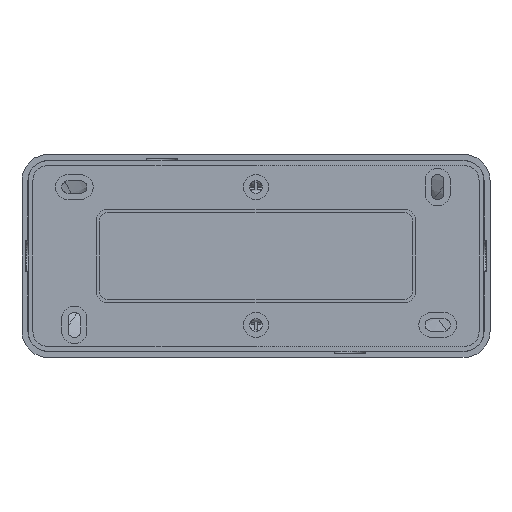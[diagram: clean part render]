
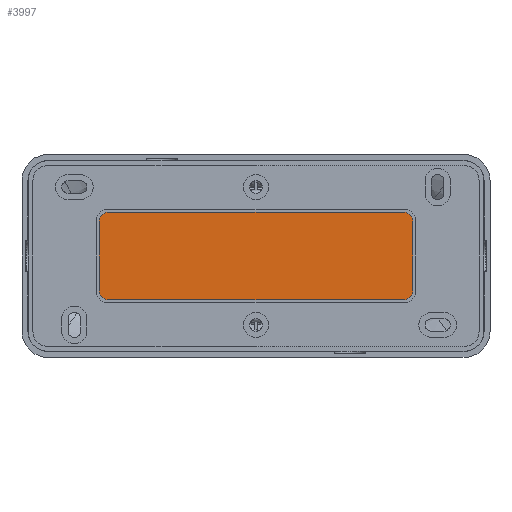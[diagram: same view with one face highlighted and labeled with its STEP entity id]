
A CAD part, front view. The second image highlights one B-rep face of the part: STEP entity #3997.
In plain terms, the highlighted planar face has unit normal (0, -1, 0).
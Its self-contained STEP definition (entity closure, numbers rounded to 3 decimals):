
#281 = PLANE ( 'NONE',  #51160 ) ;
#1174 = VERTEX_POINT ( 'NONE', #19441 ) ;
#1263 = ORIENTED_EDGE ( 'NONE', *, *, #11594, .T. ) ;
#1526 = DIRECTION ( 'NONE',  ( 0., -1., 0. ) ) ;
#2530 = CARTESIAN_POINT ( 'NONE',  ( 47., 0.4, -11. ) ) ;
#2997 = CARTESIAN_POINT ( 'NONE',  ( -47., 0.4, -14. ) ) ;
#3982 = LINE ( 'NONE', #13309, #67034 ) ;
#3997 = ADVANCED_FACE ( 'NONE', ( #62266 ), #281, .T. ) ;
#4215 = VERTEX_POINT ( 'NONE', #63556 ) ;
#4906 = ORIENTED_EDGE ( 'NONE', *, *, #50081, .T. ) ;
#5392 = EDGE_CURVE ( 'NONE', #9687, #1174, #35992, .T. ) ;
#6292 = CARTESIAN_POINT ( 'NONE',  ( -47., 0.4, -11. ) ) ;
#7557 = CIRCLE ( 'NONE', #60340, 3. ) ;
#8821 = LINE ( 'NONE', #51192, #59327 ) ;
#9687 = VERTEX_POINT ( 'NONE', #51672 ) ;
#10277 = CARTESIAN_POINT ( 'NONE',  ( 0., 0.4, 0. ) ) ;
#11162 = LINE ( 'NONE', #42518, #13231 ) ;
#11594 = EDGE_CURVE ( 'NONE', #23563, #53850, #8821, .T. ) ;
#11723 = EDGE_CURVE ( 'NONE', #34557, #9687, #3982, .T. ) ;
#12312 = CARTESIAN_POINT ( 'NONE',  ( 47., 0.4, 14. ) ) ;
#13231 = VECTOR ( 'NONE', #47353, 1000. ) ;
#13309 = CARTESIAN_POINT ( 'NONE',  ( 47., 0.4, 14. ) ) ;
#16178 = VERTEX_POINT ( 'NONE', #18409 ) ;
#18409 = CARTESIAN_POINT ( 'NONE',  ( -50., 0.4, -11. ) ) ;
#19441 = CARTESIAN_POINT ( 'NONE',  ( -50., 0.4, 11. ) ) ;
#21292 = DIRECTION ( 'NONE',  ( 0., -1., 0. ) ) ;
#23563 = VERTEX_POINT ( 'NONE', #49182 ) ;
#23942 = EDGE_CURVE ( 'NONE', #16178, #52576, #7557, .T. ) ;
#24249 = AXIS2_PLACEMENT_3D ( 'NONE', #37597, #44703, #47939 ) ;
#26260 = ORIENTED_EDGE ( 'NONE', *, *, #5392, .T. ) ;
#26470 = CIRCLE ( 'NONE', #61662, 3. ) ;
#27052 = ORIENTED_EDGE ( 'NONE', *, *, #23942, .T. ) ;
#27302 = DIRECTION ( 'NONE',  ( 0., -1., 0. ) ) ;
#31272 = DIRECTION ( 'NONE',  ( 0., 0., -1. ) ) ;
#33211 = DIRECTION ( 'NONE',  ( 0., 0., -1. ) ) ;
#34557 = VERTEX_POINT ( 'NONE', #12312 ) ;
#35992 = CIRCLE ( 'NONE', #62361, 3. ) ;
#36446 = EDGE_CURVE ( 'NONE', #4215, #23563, #26470, .T. ) ;
#37597 = CARTESIAN_POINT ( 'NONE',  ( 47., 0.4, 11. ) ) ;
#38727 = EDGE_CURVE ( 'NONE', #53850, #34557, #60663, .T. ) ;
#39199 = ORIENTED_EDGE ( 'NONE', *, *, #11723, .T. ) ;
#39411 = EDGE_CURVE ( 'NONE', #52576, #4215, #11162, .T. ) ;
#42518 = CARTESIAN_POINT ( 'NONE',  ( -47., 0.4, -14. ) ) ;
#43519 = ORIENTED_EDGE ( 'NONE', *, *, #36446, .T. ) ;
#44703 = DIRECTION ( 'NONE',  ( 0., -1., 0. ) ) ;
#45015 = DIRECTION ( 'NONE',  ( 0., 0., -1. ) ) ;
#46759 = VECTOR ( 'NONE', #45015, 1000. ) ;
#47330 = ORIENTED_EDGE ( 'NONE', *, *, #38727, .T. ) ;
#47353 = DIRECTION ( 'NONE',  ( 1., 0., 0. ) ) ;
#47939 = DIRECTION ( 'NONE',  ( 1., 0., 0. ) ) ;
#49182 = CARTESIAN_POINT ( 'NONE',  ( 50., 0.4, -11. ) ) ;
#50081 = EDGE_CURVE ( 'NONE', #1174, #16178, #56356, .T. ) ;
#50175 = DIRECTION ( 'NONE',  ( 0., 0., 1. ) ) ;
#51160 = AXIS2_PLACEMENT_3D ( 'NONE', #10277, #21292, #31272 ) ;
#51192 = CARTESIAN_POINT ( 'NONE',  ( 50., 0.4, -11. ) ) ;
#51672 = CARTESIAN_POINT ( 'NONE',  ( -47., 0.4, 14. ) ) ;
#52576 = VERTEX_POINT ( 'NONE', #2997 ) ;
#53449 = EDGE_LOOP ( 'NONE', ( #1263, #47330, #39199, #26260, #4906, #27052, #62491, #43519 ) ) ;
#53818 = DIRECTION ( 'NONE',  ( -1., 0., 0. ) ) ;
#53850 = VERTEX_POINT ( 'NONE', #59028 ) ;
#56356 = LINE ( 'NONE', #65343, #46759 ) ;
#59028 = CARTESIAN_POINT ( 'NONE',  ( 50., 0.4, 11. ) ) ;
#59327 = VECTOR ( 'NONE', #50175, 1000. ) ;
#60340 = AXIS2_PLACEMENT_3D ( 'NONE', #6292, #27302, #53818 ) ;
#60663 = CIRCLE ( 'NONE', #24249, 3. ) ;
#61662 = AXIS2_PLACEMENT_3D ( 'NONE', #2530, #1526, #33211 ) ;
#61774 = DIRECTION ( 'NONE',  ( 0., 0., 1. ) ) ;
#62266 = FACE_OUTER_BOUND ( 'NONE', #53449, .T. ) ;
#62361 = AXIS2_PLACEMENT_3D ( 'NONE', #67639, #63136, #61774 ) ;
#62491 = ORIENTED_EDGE ( 'NONE', *, *, #39411, .T. ) ;
#63136 = DIRECTION ( 'NONE',  ( 0., -1., 0. ) ) ;
#63556 = CARTESIAN_POINT ( 'NONE',  ( 47., 0.4, -14. ) ) ;
#65343 = CARTESIAN_POINT ( 'NONE',  ( -50., 0.4, 11. ) ) ;
#66673 = DIRECTION ( 'NONE',  ( -1., 0., 0. ) ) ;
#67034 = VECTOR ( 'NONE', #66673, 1000. ) ;
#67639 = CARTESIAN_POINT ( 'NONE',  ( -47., 0.4, 11. ) ) ;
